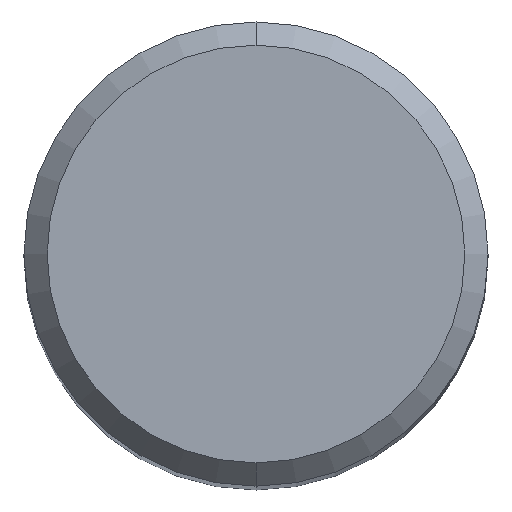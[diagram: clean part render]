
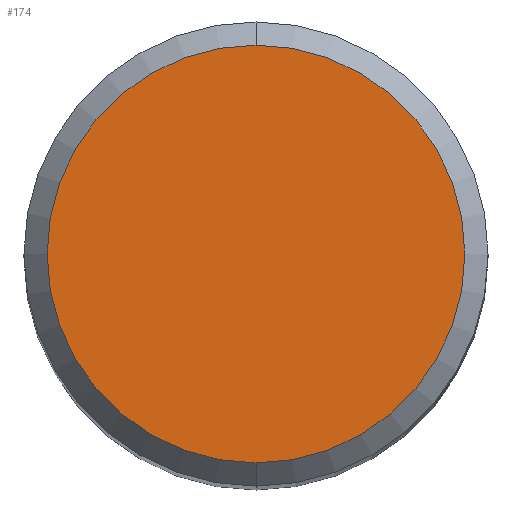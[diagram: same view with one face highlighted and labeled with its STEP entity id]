
A CAD part, top view. The second image highlights one B-rep face of the part: STEP entity #174.
In plain terms, the highlighted planar face has unit normal (0, 0, 1).
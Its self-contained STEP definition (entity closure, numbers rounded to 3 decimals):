
#174=ADVANCED_FACE('',(#475),#476,.T.);
#272=EDGE_CURVE('',#338,#436,#583,.T.);
#338=VERTEX_POINT('',#656);
#360=EDGE_CURVE('',#436,#338,#680,.T.);
#436=VERTEX_POINT('',#767);
#475=FACE_OUTER_BOUND('',#798,.T.);
#476=PLANE('',#799);
#583=CIRCLE('',#1011,4.5);
#656=CARTESIAN_POINT('',(0.,-4.5,0.0));
#680=CIRCLE('',#1197,4.5);
#767=CARTESIAN_POINT('',(0.0,4.5,0.0));
#798=EDGE_LOOP('',(#1455,#1456));
#799=AXIS2_PLACEMENT_3D('',#1457,#1458,#1459);
#1011=AXIS2_PLACEMENT_3D('',#1577,#1578,#1579);
#1197=AXIS2_PLACEMENT_3D('',#1688,#1689,#1690);
#1455=ORIENTED_EDGE('',*,*,#360,.F.);
#1456=ORIENTED_EDGE('',*,*,#272,.F.);
#1457=CARTESIAN_POINT('',(0.0,2.25,0.0));
#1458=DIRECTION('',(-0.0,0.0,1.0));
#1459=DIRECTION('',(0.0,-1.0,0.0));
#1577=CARTESIAN_POINT('',(0.0,0.0,0.0));
#1578=DIRECTION('',(0.0,0.0,-1.0));
#1579=DIRECTION('',(0.0,1.0,0.0));
#1688=CARTESIAN_POINT('',(0.0,0.0,0.0));
#1689=DIRECTION('',(0.0,0.0,-1.0));
#1690=DIRECTION('',(0.0,1.0,0.0));
